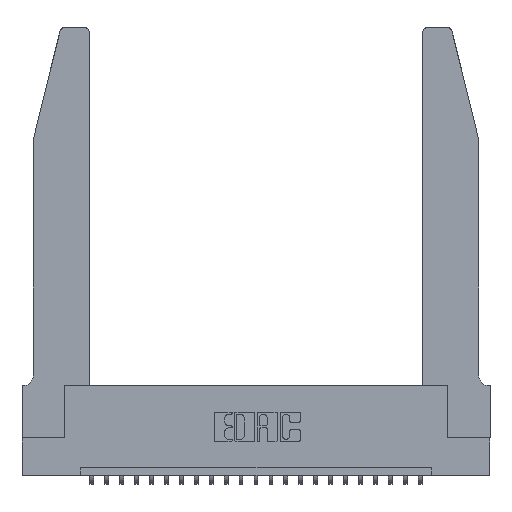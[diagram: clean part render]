
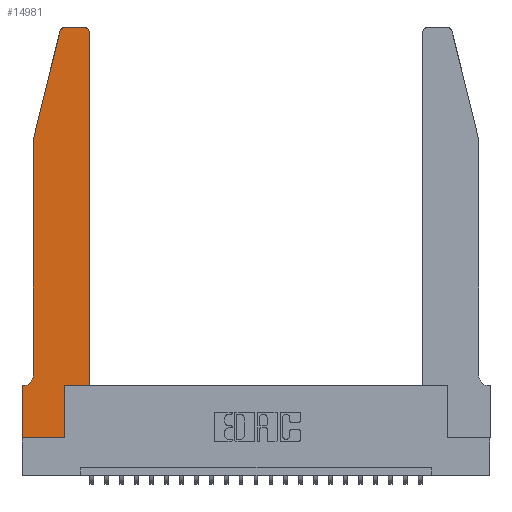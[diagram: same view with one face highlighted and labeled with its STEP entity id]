
A CAD part, top view. The second image highlights one B-rep face of the part: STEP entity #14981.
In plain terms, the highlighted planar face has unit normal (0, 0, 1).
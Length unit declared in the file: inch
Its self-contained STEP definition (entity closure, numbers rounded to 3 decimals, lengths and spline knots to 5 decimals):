
#268 = EDGE_CURVE ( 'NONE', #18882, #11794, #2959, .T. ) ;
#675 = DIRECTION ( 'NONE',  ( 1., 0., 0. ) ) ;
#717 = EDGE_CURVE ( 'NONE', #15753, #1862, #1156, .T. ) ;
#876 = CARTESIAN_POINT ( 'NONE',  ( 0.4505, 2.72, 0.37 ) ) ;
#1110 = VECTOR ( 'NONE', #12350, 39.37008 ) ;
#1156 = CIRCLE ( 'NONE', #10660, 0.03 ) ;
#1180 = AXIS2_PLACEMENT_3D ( 'NONE', #21176, #7763, #23047 ) ;
#1564 = EDGE_CURVE ( 'NONE', #13126, #1836, #17218, .T. ) ;
#1836 = VERTEX_POINT ( 'NONE', #22993 ) ;
#1862 = VERTEX_POINT ( 'NONE', #5959 ) ;
#1917 = PLANE ( 'NONE',  #2457 ) ;
#2156 = LINE ( 'NONE', #18894, #8109 ) ;
#2236 = ORIENTED_EDGE ( 'NONE', *, *, #12715, .T. ) ;
#2266 = ORIENTED_EDGE ( 'NONE', *, *, #11813, .T. ) ;
#2457 = AXIS2_PLACEMENT_3D ( 'NONE', #19106, #15224, #11319 ) ;
#2959 = CIRCLE ( 'NONE', #3033, 0.07 ) ;
#3033 = AXIS2_PLACEMENT_3D ( 'NONE', #4152, #6060, #19412 ) ;
#3315 = EDGE_CURVE ( 'NONE', #11794, #18345, #20715, .T. ) ;
#3932 = CARTESIAN_POINT ( 'NONE',  ( 0.2605, 2.75, 0.37 ) ) ;
#4152 = CARTESIAN_POINT ( 'NONE',  ( 0.0055, 0.42, 0.37 ) ) ;
#4198 = CARTESIAN_POINT ( 'NONE',  ( 0.4505, 0.35, 0.37 ) ) ;
#4442 = EDGE_CURVE ( 'NONE', #24045, #23466, #2156, .T. ) ;
#5911 = DIRECTION ( 'NONE',  ( -1., 0., 0. ) ) ;
#5959 = CARTESIAN_POINT ( 'NONE',  ( 0.4205, 2.75, 0.37 ) ) ;
#6022 = LINE ( 'NONE', #3932, #18883 ) ;
#6042 = LINE ( 'NONE', #17170, #22143 ) ;
#6060 = DIRECTION ( 'NONE',  ( 0., 0., -1. ) ) ;
#6337 = CARTESIAN_POINT ( 'NONE',  ( 0.4505, 0.35, 0.37 ) ) ;
#6393 = VECTOR ( 'NONE', #14781, 39.37008 ) ;
#6683 = LINE ( 'NONE', #20542, #11446 ) ;
#7329 = VECTOR ( 'NONE', #15678, 39.37008 ) ;
#7763 = DIRECTION ( 'NONE',  ( 0., 0., 1. ) ) ;
#7781 = ORIENTED_EDGE ( 'NONE', *, *, #14899, .T. ) ;
#7822 = CARTESIAN_POINT ( 'NONE',  ( 0.25487, 2.72718, 0.37 ) ) ;
#7894 = ORIENTED_EDGE ( 'NONE', *, *, #268, .T. ) ;
#7940 = CARTESIAN_POINT ( 'NONE',  ( 0., 0.35, 0.37 ) ) ;
#7962 = VERTEX_POINT ( 'NONE', #8072 ) ;
#7972 = VERTEX_POINT ( 'NONE', #7822 ) ;
#8072 = CARTESIAN_POINT ( 'NONE',  ( 0.0755, 2., 0.37 ) ) ;
#8109 = VECTOR ( 'NONE', #20942, 39.37008 ) ;
#8217 = ORIENTED_EDGE ( 'NONE', *, *, #717, .T. ) ;
#8716 = CARTESIAN_POINT ( 'NONE',  ( 0.0755, 0.42, 0.37 ) ) ;
#10210 = EDGE_CURVE ( 'NONE', #7962, #18882, #6683, .T. ) ;
#10460 = VECTOR ( 'NONE', #24343, 39.37008 ) ;
#10660 = AXIS2_PLACEMENT_3D ( 'NONE', #11592, #13439, #21189 ) ;
#10796 = ORIENTED_EDGE ( 'NONE', *, *, #22282, .T. ) ;
#11319 = DIRECTION ( 'NONE',  ( 1., 0., 0. ) ) ;
#11446 = VECTOR ( 'NONE', #13188, 39.37008 ) ;
#11592 = CARTESIAN_POINT ( 'NONE',  ( 0.4205, 2.72, 0.37 ) ) ;
#11794 = VERTEX_POINT ( 'NONE', #24478 ) ;
#11813 = EDGE_CURVE ( 'NONE', #18345, #24045, #6042, .T. ) ;
#12001 = VERTEX_POINT ( 'NONE', #18344 ) ;
#12350 = DIRECTION ( 'NONE',  ( 0., 1., 0. ) ) ;
#12604 = CARTESIAN_POINT ( 'NONE',  ( 0.2865, 0.35, 0.37 ) ) ;
#12715 = EDGE_CURVE ( 'NONE', #7972, #7962, #20316, .T. ) ;
#13126 = VERTEX_POINT ( 'NONE', #16274 ) ;
#13188 = DIRECTION ( 'NONE',  ( 0., -1., 0. ) ) ;
#13336 = VECTOR ( 'NONE', #675, 39.37008 ) ;
#13439 = DIRECTION ( 'NONE',  ( 0., 0., 1. ) ) ;
#14781 = DIRECTION ( 'NONE',  ( -1., 0., 0. ) ) ;
#14899 = EDGE_CURVE ( 'NONE', #12001, #7972, #20231, .T. ) ;
#14981 = ADVANCED_FACE ( 'NONE', ( #22011 ), #1917, .T. ) ;
#15224 = DIRECTION ( 'NONE',  ( 0., 0., 1. ) ) ;
#15231 = DIRECTION ( 'NONE',  ( 0., -1., 0. ) ) ;
#15599 = ORIENTED_EDGE ( 'NONE', *, *, #4442, .T. ) ;
#15678 = DIRECTION ( 'NONE',  ( 0., 1., 0. ) ) ;
#15753 = VERTEX_POINT ( 'NONE', #876 ) ;
#16274 = CARTESIAN_POINT ( 'NONE',  ( 0.2865, 0.35, 0.37 ) ) ;
#16422 = CARTESIAN_POINT ( 'NONE',  ( 0.2865, 0., 0.37 ) ) ;
#17170 = CARTESIAN_POINT ( 'NONE',  ( 0., 0., 0.37 ) ) ;
#17218 = LINE ( 'NONE', #6337, #13336 ) ;
#17924 = ORIENTED_EDGE ( 'NONE', *, *, #10210, .T. ) ;
#17989 = ORIENTED_EDGE ( 'NONE', *, *, #3315, .T. ) ;
#18344 = CARTESIAN_POINT ( 'NONE',  ( 0.284, 2.75, 0.37 ) ) ;
#18345 = VERTEX_POINT ( 'NONE', #7940 ) ;
#18882 = VERTEX_POINT ( 'NONE', #8716 ) ;
#18883 = VECTOR ( 'NONE', #5911, 39.37008 ) ;
#18894 = CARTESIAN_POINT ( 'NONE',  ( 0., 0., 0.37 ) ) ;
#19106 = CARTESIAN_POINT ( 'NONE',  ( 0., 0.35, 0.37 ) ) ;
#19412 = DIRECTION ( 'NONE',  ( -1., 0., 0. ) ) ;
#19568 = LINE ( 'NONE', #4198, #7329 ) ;
#20231 = CIRCLE ( 'NONE', #1180, 0.03 ) ;
#20316 = LINE ( 'NONE', #20641, #10460 ) ;
#20529 = ORIENTED_EDGE ( 'NONE', *, *, #1564, .T. ) ;
#20542 = CARTESIAN_POINT ( 'NONE',  ( 0.0755, 2., 0.37 ) ) ;
#20641 = CARTESIAN_POINT ( 'NONE',  ( 0.0755, 2., 0.37 ) ) ;
#20715 = LINE ( 'NONE', #24077, #6393 ) ;
#20942 = DIRECTION ( 'NONE',  ( 1., 0., 0. ) ) ;
#21176 = CARTESIAN_POINT ( 'NONE',  ( 0.284, 2.72, 0.37 ) ) ;
#21189 = DIRECTION ( 'NONE',  ( 1., 0., 0. ) ) ;
#21253 = EDGE_CURVE ( 'NONE', #23466, #13126, #23191, .T. ) ;
#21287 = ORIENTED_EDGE ( 'NONE', *, *, #24021, .T. ) ;
#22011 = FACE_OUTER_BOUND ( 'NONE', #24299, .T. ) ;
#22143 = VECTOR ( 'NONE', #15231, 39.37008 ) ;
#22282 = EDGE_CURVE ( 'NONE', #1836, #15753, #19568, .T. ) ;
#22902 = ORIENTED_EDGE ( 'NONE', *, *, #21253, .T. ) ;
#22993 = CARTESIAN_POINT ( 'NONE',  ( 0.4505, 0.35, 0.37 ) ) ;
#23047 = DIRECTION ( 'NONE',  ( 1., 0., 0. ) ) ;
#23191 = LINE ( 'NONE', #12604, #1110 ) ;
#23466 = VERTEX_POINT ( 'NONE', #16422 ) ;
#23940 = CARTESIAN_POINT ( 'NONE',  ( 0., 0., 0.37 ) ) ;
#24021 = EDGE_CURVE ( 'NONE', #1862, #12001, #6022, .T. ) ;
#24045 = VERTEX_POINT ( 'NONE', #23940 ) ;
#24077 = CARTESIAN_POINT ( 'NONE',  ( 0.0755, 0.35, 0.37 ) ) ;
#24299 = EDGE_LOOP ( 'NONE', ( #21287, #7781, #2236, #17924, #7894, #17989, #2266, #15599, #22902, #20529, #10796, #8217 ) ) ;
#24343 = DIRECTION ( 'NONE',  ( -0.239, -0.971, 0. ) ) ;
#24478 = CARTESIAN_POINT ( 'NONE',  ( 0.0055, 0.35, 0.37 ) ) ;
